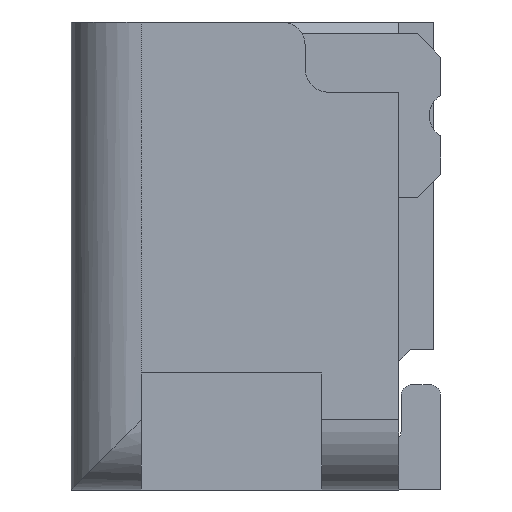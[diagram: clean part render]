
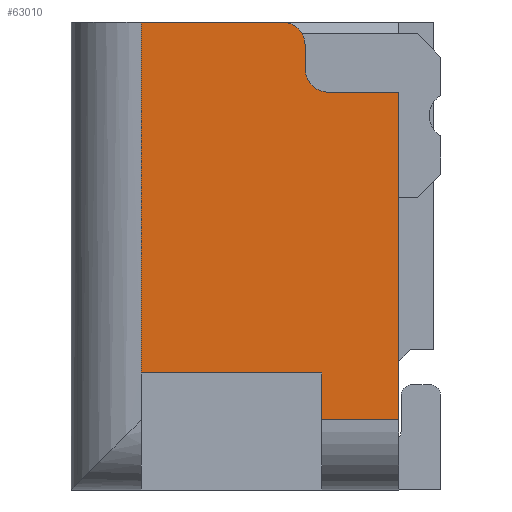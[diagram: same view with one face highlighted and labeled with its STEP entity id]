
A CAD part, left-side view. The second image highlights one B-rep face of the part: STEP entity #63010.
In plain terms, the highlighted planar face has unit normal (-1, 0, 0).
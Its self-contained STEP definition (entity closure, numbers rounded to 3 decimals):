
#37870=CARTESIAN_POINT('',(3.9,1.19,2.03));
#37880=VERTEX_POINT('',#37870);
#37910=CARTESIAN_POINT('',(3.9,1.19,0.));
#37920=DIRECTION('',(0.,0.,-1.));
#37930=VECTOR('',#37920,1.);
#37940=LINE('',#37910,#37930);
#37950=CARTESIAN_POINT('',(3.9,1.19,0.53));
#37960=VERTEX_POINT('',#37950);
#37970=EDGE_CURVE('',#37880,#37960,#37940,.T.);
#60620=CARTESIAN_POINT('',(3.9,0.,0.53));
#60630=DIRECTION('',(0.,-1.,0.));
#60640=VECTOR('',#60630,1.);
#60650=LINE('',#60620,#60640);
#60660=CARTESIAN_POINT('',(3.9,0.42,0.53));
#60670=VERTEX_POINT('',#60660);
#60680=EDGE_CURVE('',#37960,#60670,#60650,.T.);
#62280=CARTESIAN_POINT('',(3.9,0.067,2.082));
#62290=DIRECTION('',(-1.,0.,0.));
#62300=DIRECTION('',(0.,1.,0.));
#62310=AXIS2_PLACEMENT_3D('',#62280,#62290,#62300);
#62320=PLANE('',#62310);
#62330=CARTESIAN_POINT('',(3.9,0.42,0.));
#62340=DIRECTION('',(0.,0.,-1.));
#62350=VECTOR('',#62340,1.);
#62360=LINE('',#62330,#62350);
#62370=CARTESIAN_POINT('',(3.9,0.42,0.33));
#62380=VERTEX_POINT('',#62370);
#62390=EDGE_CURVE('',#60670,#62380,#62360,.T.);
#62400=ORIENTED_EDGE('',*,*,#62390,.T.);
#62410=ORIENTED_EDGE('',*,*,#60680,.T.);
#62420=ORIENTED_EDGE('',*,*,#37970,.T.);
#62430=CARTESIAN_POINT('',(3.9,0.,2.03));
#62440=DIRECTION('',(0.,1.,0.));
#62450=VECTOR('',#62440,1.);
#62460=LINE('',#62430,#62450);
#62470=CARTESIAN_POINT('',(3.9,0.59,2.03));
#62480=VERTEX_POINT('',#62470);
#62490=EDGE_CURVE('',#62480,#37880,#62460,.T.);
#62500=ORIENTED_EDGE('',*,*,#62490,.T.);
#62510=CARTESIAN_POINT('',(3.9,0.59,1.93));
#62520=DIRECTION('',(1.,0.,0.));
#62530=DIRECTION('',(0.,-1.,0.));
#62540=AXIS2_PLACEMENT_3D('',#62510,#62520,#62530);
#62550=CIRCLE('',#62540,0.1);
#62560=CARTESIAN_POINT('',(3.9,0.49,1.93));
#62570=VERTEX_POINT('',#62560);
#62580=EDGE_CURVE('',#62480,#62570,#62550,.T.);
#62590=ORIENTED_EDGE('',*,*,#62580,.F.);
#62600=CARTESIAN_POINT('',(3.9,0.49,0.));
#62610=DIRECTION('',(0.,0.,-1.));
#62620=VECTOR('',#62610,1.);
#62630=LINE('',#62600,#62620);
#62640=CARTESIAN_POINT('',(3.9,0.49,1.83));
#62650=VERTEX_POINT('',#62640);
#62660=EDGE_CURVE('',#62570,#62650,#62630,.T.);
#62670=ORIENTED_EDGE('',*,*,#62660,.F.);
#62680=CARTESIAN_POINT('',(3.9,0.39,1.83));
#62690=DIRECTION('',(-1.,0.,0.));
#62700=DIRECTION('',(0.,1.,0.));
#62710=AXIS2_PLACEMENT_3D('',#62680,#62690,#62700);
#62720=CIRCLE('',#62710,0.1);
#62730=CARTESIAN_POINT('',(3.9,0.39,1.73));
#62740=VERTEX_POINT('',#62730);
#62750=EDGE_CURVE('',#62650,#62740,#62720,.T.);
#62760=ORIENTED_EDGE('',*,*,#62750,.F.);
#62770=CARTESIAN_POINT('',(3.9,0.,1.73));
#62780=DIRECTION('',(0.,-1.,0.));
#62790=VECTOR('',#62780,1.);
#62800=LINE('',#62770,#62790);
#62810=CARTESIAN_POINT('',(3.9,0.09,1.73));
#62820=VERTEX_POINT('',#62810);
#62830=EDGE_CURVE('',#62740,#62820,#62800,.T.);
#62840=ORIENTED_EDGE('',*,*,#62830,.F.);
#62850=CARTESIAN_POINT('',(3.9,0.09,0.));
#62860=DIRECTION('',(0.,0.,1.));
#62870=VECTOR('',#62860,1.);
#62880=LINE('',#62850,#62870);
#62890=CARTESIAN_POINT('',(3.9,0.09,0.33));
#62900=VERTEX_POINT('',#62890);
#62910=EDGE_CURVE('',#62900,#62820,#62880,.T.);
#62920=ORIENTED_EDGE('',*,*,#62910,.T.);
#62930=CARTESIAN_POINT('',(3.9,0.,0.33));
#62940=DIRECTION('',(0.,-1.,0.));
#62950=VECTOR('',#62940,1.);
#62960=LINE('',#62930,#62950);
#62970=EDGE_CURVE('',#62380,#62900,#62960,.T.);
#62980=ORIENTED_EDGE('',*,*,#62970,.T.);
#62990=EDGE_LOOP('',(#62980,#62920,#62840,#62760,#62670,#62590,#62500,
#62420,#62410,#62400));
#63000=FACE_OUTER_BOUND('',#62990,.T.);
#63010=ADVANCED_FACE('',(#63000),#62320,.T.);
